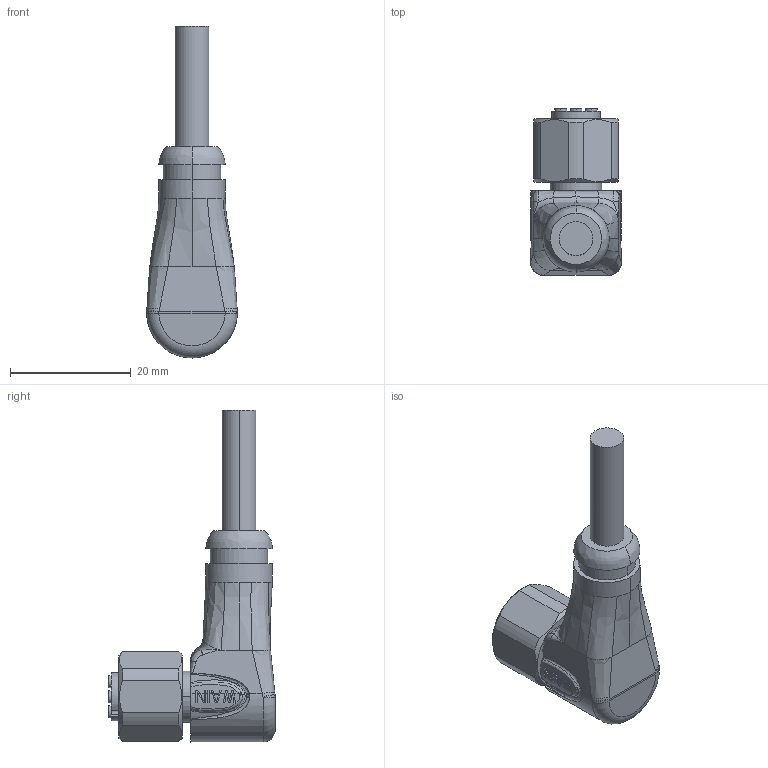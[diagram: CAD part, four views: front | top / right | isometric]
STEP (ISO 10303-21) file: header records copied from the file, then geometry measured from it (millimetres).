
FILE_DESCRIPTION((''),'2;1');
FILE_NAME('4','2017-08-02T',('ch.chen'),(''),'PRO/ENGINEER BY PARAMETRIC TECHNOLOGY CORPORATION, 2012480','PRO/ENGINEER BY PARAMETRIC TECHNOLOGY CORPORATION, 2012480','');
FILE_SCHEMA(('AUTOMOTIVE_DESIGN { 1 0 10303 214 1 1 1 1 }'));
Length unit declared in the file: millimetre
Products named in the file (1): 4
Bounding box: 15 x 27.6 x 55 mm (x, y, z)
Volume: 6620.2 mm3; surface area: 4294 mm2
Topology: 1 solids, 1 shells, 398 faces, 1102 edges, 699 vertices
Faces by surface type: plane 160, cylinder 118, bspline 67, cone 40, torus 9, extrusion 4
Entity records: 22182 total; most frequent: CARTESIAN_POINT 11335, ORIENTED_EDGE 2138, DIRECTION 1663, EDGE_CURVE 1069, VERTEX_POINT 687, AXIS2_PLACEMENT_3D 603, VECTOR 457, LINE 453
